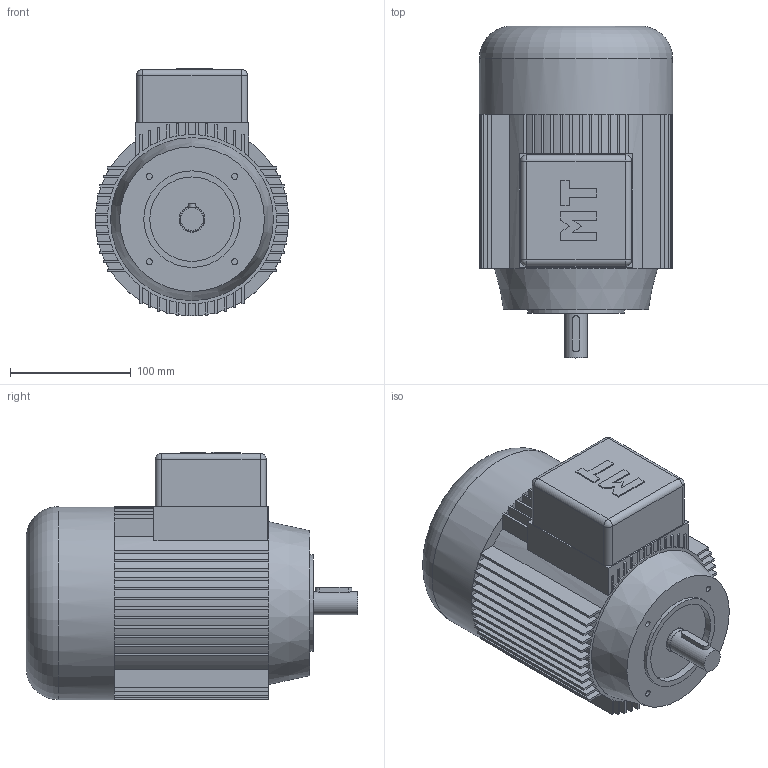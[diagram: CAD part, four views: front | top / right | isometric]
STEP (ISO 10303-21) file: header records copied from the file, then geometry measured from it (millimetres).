
FILE_DESCRIPTION(/* description */ ('Alibre Inc.'),/* implementation_level */ '2;1');
FILE_NAME(/* name */ 'export-9F120E8B-E547-4000-BD36-7C81D738F9AD',/* time_stamp */ '2021-04-21T13:32:57+02:00',/* author */ (''),/* organization */ (''),/* preprocessor_version */ 'ST-DEVELOPER v17',/* originating_system */ 'Alibre',/* authorisation */ '');
FILE_SCHEMA (('AUTOMOTIVE_DESIGN'));
Length unit declared in the file: millimetre
Products named in the file (1): cassa_80
Bounding box: 160 x 275 x 205 mm (x, y, z)
Volume: 4431897.3 mm3; surface area: 285605.4 mm2
Topology: 1 solids, 1 shells, 409 faces, 1092 edges, 694 vertices
Faces by surface type: plane 323, cylinder 80, sphere 4, torus 1, cone 1
Full cylindrical faces by diameter (mm): 5 x4, 19 x1, 20 x1, 21.5 x1, 70 x1, 80 x1, 160 x1
Entity records: 12866 total; most frequent: CARTESIAN_POINT 2343, ORIENTED_EDGE 2176, DIRECTION 1855, EDGE_CURVE 1088, VECTOR 807, LINE 807, VERTEX_POINT 694, AXIS2_PLACEMENT_3D 686
